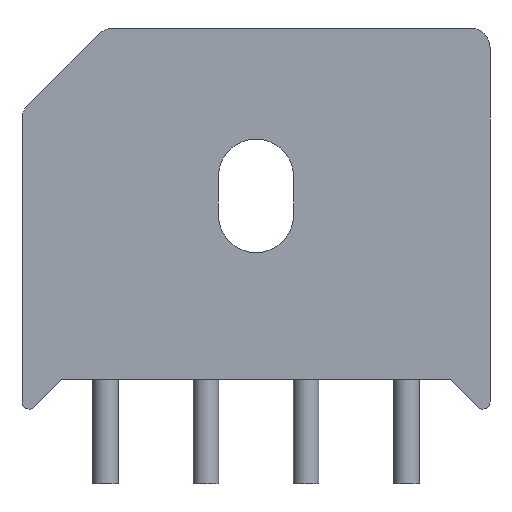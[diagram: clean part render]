
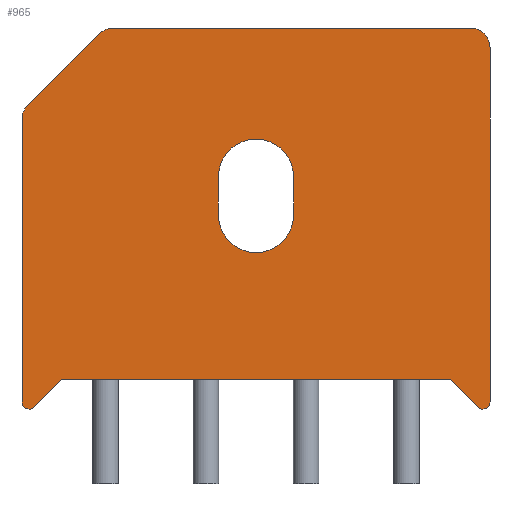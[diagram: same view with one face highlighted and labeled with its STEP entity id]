
A CAD part, front view. The second image highlights one B-rep face of the part: STEP entity #965.
In plain terms, the highlighted planar face has unit normal (0, -1, 0).
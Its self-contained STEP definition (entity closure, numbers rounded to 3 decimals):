
#435=CARTESIAN_POINT('',(1.9,-3.55,9.811));
#436=VERTEX_POINT('',#435);
#437=CARTESIAN_POINT('',(-1.9,-3.55,9.811));
#438=VERTEX_POINT('',#437);
#439=CARTESIAN_POINT('',(0.,-3.55,9.811));
#440=DIRECTION('',(0.0,1.0,0.0));
#441=DIRECTION('',(0.0,0.0,-1.0));
#442=AXIS2_PLACEMENT_3D('',#439,#440,#441);
#443=CIRCLE('',#442,1.9);
#444=EDGE_CURVE('',#436,#438,#443,.T.);
#477=CARTESIAN_POINT('',(-1.9,-3.55,11.761));
#478=VERTEX_POINT('',#477);
#479=CARTESIAN_POINT('',(-1.9,-3.55,9.811));
#480=DIRECTION('',(0.0,0.0,1.0));
#481=VECTOR('',#480,1.95);
#482=LINE('',#479,#481);
#483=EDGE_CURVE('',#438,#478,#482,.T.);
#508=CARTESIAN_POINT('',(1.9,-3.55,11.761));
#509=VERTEX_POINT('',#508);
#510=CARTESIAN_POINT('',(0.,-3.55,11.761));
#511=DIRECTION('',(0.0,1.0,0.0));
#512=DIRECTION('',(0.0,0.0,1.0));
#513=AXIS2_PLACEMENT_3D('',#510,#511,#512);
#514=CIRCLE('',#513,1.9);
#515=EDGE_CURVE('',#478,#509,#514,.T.);
#541=CARTESIAN_POINT('',(1.9,-3.55,11.761));
#542=DIRECTION('',(0.0,0.0,-1.0));
#543=VECTOR('',#542,1.95);
#544=LINE('',#541,#543);
#545=EDGE_CURVE('',#509,#436,#544,.T.);
#563=CARTESIAN_POINT('',(10.85,-3.55,19.286));
#564=VERTEX_POINT('',#563);
#565=CARTESIAN_POINT('',(11.85,-3.55,18.286));
#566=VERTEX_POINT('',#565);
#567=CARTESIAN_POINT('',(10.85,-3.55,18.286));
#568=DIRECTION('',(0.,1.0,0.));
#569=DIRECTION('',(0.707,0.,0.707));
#570=AXIS2_PLACEMENT_3D('',#567,#568,#569);
#571=CIRCLE('',#570,1.0);
#572=EDGE_CURVE('',#564,#566,#571,.T.);
#605=CARTESIAN_POINT('',(11.85,-3.55,0.361));
#606=VERTEX_POINT('',#605);
#607=CARTESIAN_POINT('',(11.85,-3.55,18.286));
#608=DIRECTION('',(0.0,0.0,-1.0));
#609=VECTOR('',#608,17.925);
#610=LINE('',#607,#609);
#611=EDGE_CURVE('',#566,#606,#610,.T.);
#636=CARTESIAN_POINT('',(11.207,-3.55,0.099));
#637=VERTEX_POINT('',#636);
#638=CARTESIAN_POINT('',(11.475,-3.55,0.361));
#639=DIRECTION('',(0.,1.0,0.));
#640=DIRECTION('',(0.378,0.,-0.926));
#641=AXIS2_PLACEMENT_3D('',#638,#639,#640);
#642=CIRCLE('',#641,0.375);
#643=EDGE_CURVE('',#606,#637,#642,.T.);
#669=CARTESIAN_POINT('',(9.85,-3.55,1.486));
#670=VERTEX_POINT('',#669);
#671=CARTESIAN_POINT('',(11.207,-3.55,0.099));
#672=DIRECTION('',(-0.699,0.0,0.715));
#673=VECTOR('',#672,1.941);
#674=LINE('',#671,#673);
#675=EDGE_CURVE('',#637,#670,#674,.T.);
#700=CARTESIAN_POINT('',(-9.85,-3.55,1.486));
#701=VERTEX_POINT('',#700);
#702=CARTESIAN_POINT('',(9.85,-3.55,1.486));
#703=DIRECTION('',(-1.0,0.0,0.0));
#704=VECTOR('',#703,19.7);
#705=LINE('',#702,#704);
#706=EDGE_CURVE('',#670,#701,#705,.T.);
#731=CARTESIAN_POINT('',(-11.207,-3.55,0.099));
#732=VERTEX_POINT('',#731);
#733=CARTESIAN_POINT('',(-9.85,-3.55,1.486));
#734=DIRECTION('',(-0.699,0.0,-0.715));
#735=VECTOR('',#734,1.941);
#736=LINE('',#733,#735);
#737=EDGE_CURVE('',#701,#732,#736,.T.);
#762=CARTESIAN_POINT('',(-11.85,-3.55,0.361));
#763=VERTEX_POINT('',#762);
#764=CARTESIAN_POINT('',(-11.475,-3.55,0.361));
#765=DIRECTION('',(0.,1.0,0.));
#766=DIRECTION('',(-0.378,0.,-0.926));
#767=AXIS2_PLACEMENT_3D('',#764,#765,#766);
#768=CIRCLE('',#767,0.375);
#769=EDGE_CURVE('',#732,#763,#768,.T.);
#795=CARTESIAN_POINT('',(-11.85,-3.55,14.672));
#796=VERTEX_POINT('',#795);
#797=CARTESIAN_POINT('',(-11.85,-3.55,0.361));
#798=DIRECTION('',(0.0,0.0,1.0));
#799=VECTOR('',#798,14.311);
#800=LINE('',#797,#799);
#801=EDGE_CURVE('',#763,#796,#800,.T.);
#826=CARTESIAN_POINT('',(-11.557,-3.55,15.379));
#827=VERTEX_POINT('',#826);
#828=CARTESIAN_POINT('',(-10.85,-3.55,14.672));
#829=DIRECTION('',(0.,1.0,0.));
#830=DIRECTION('',(-0.924,0.,0.383));
#831=AXIS2_PLACEMENT_3D('',#828,#829,#830);
#832=CIRCLE('',#831,1.);
#833=EDGE_CURVE('',#796,#827,#832,.T.);
#859=CARTESIAN_POINT('',(-7.943,-3.55,18.993));
#860=VERTEX_POINT('',#859);
#861=CARTESIAN_POINT('',(-11.557,-3.55,15.379));
#862=DIRECTION('',(0.707,0.,0.707));
#863=VECTOR('',#862,5.111);
#864=LINE('',#861,#863);
#865=EDGE_CURVE('',#827,#860,#864,.T.);
#890=CARTESIAN_POINT('',(-7.236,-3.55,19.286));
#891=VERTEX_POINT('',#890);
#892=CARTESIAN_POINT('',(-7.236,-3.55,18.286));
#893=DIRECTION('',(0.,1.0,0.));
#894=DIRECTION('',(-0.383,0.,0.924));
#895=AXIS2_PLACEMENT_3D('',#892,#893,#894);
#896=CIRCLE('',#895,1.);
#897=EDGE_CURVE('',#860,#891,#896,.T.);
#923=CARTESIAN_POINT('',(-7.236,-3.55,19.286));
#924=DIRECTION('',(1.0,0.0,0.0));
#925=VECTOR('',#924,18.086);
#926=LINE('',#923,#925);
#927=EDGE_CURVE('',#891,#564,#926,.T.);
#940=CARTESIAN_POINT('',(0.34,-3.55,9.537));
#941=DIRECTION('',(0.0,-1.0,0.0));
#942=DIRECTION('',(0.0,0.0,1.0));
#943=AXIS2_PLACEMENT_3D('',#940,#941,#942);
#944=PLANE('',#943);
#945=ORIENTED_EDGE('',*,*,#572,.F.);
#946=ORIENTED_EDGE('',*,*,#927,.F.);
#947=ORIENTED_EDGE('',*,*,#897,.F.);
#948=ORIENTED_EDGE('',*,*,#865,.F.);
#949=ORIENTED_EDGE('',*,*,#833,.F.);
#950=ORIENTED_EDGE('',*,*,#801,.F.);
#951=ORIENTED_EDGE('',*,*,#769,.F.);
#952=ORIENTED_EDGE('',*,*,#737,.F.);
#953=ORIENTED_EDGE('',*,*,#706,.F.);
#954=ORIENTED_EDGE('',*,*,#675,.F.);
#955=ORIENTED_EDGE('',*,*,#643,.F.);
#956=ORIENTED_EDGE('',*,*,#611,.F.);
#957=EDGE_LOOP('',(#945,#946,#947,#948,#949,#950,#951,#952,#953,#954,#955,#956));
#958=FACE_OUTER_BOUND('',#957,.T.);
#959=ORIENTED_EDGE('',*,*,#444,.T.);
#960=ORIENTED_EDGE('',*,*,#483,.T.);
#961=ORIENTED_EDGE('',*,*,#515,.T.);
#962=ORIENTED_EDGE('',*,*,#545,.T.);
#963=EDGE_LOOP('',(#959,#960,#961,#962));
#964=FACE_BOUND('',#963,.T.);
#965=ADVANCED_FACE('',(#958,#964),#944,.T.);
